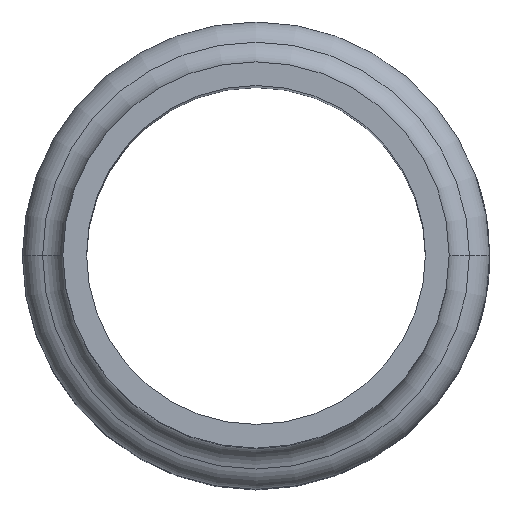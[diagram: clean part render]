
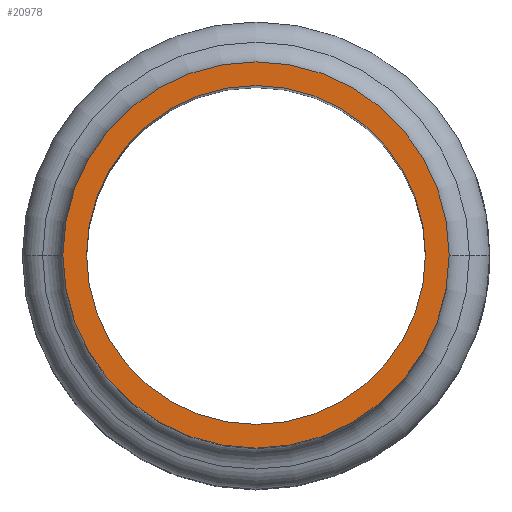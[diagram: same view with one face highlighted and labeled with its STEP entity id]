
A CAD part, top view. The second image highlights one B-rep face of the part: STEP entity #20978.
In plain terms, the highlighted planar face has unit normal (0, 0, 1).
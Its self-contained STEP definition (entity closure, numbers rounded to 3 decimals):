
#2312 = ORIENTED_EDGE ( 'NONE', *, *, #24632, .T. ) ;
#3633 = PLANE ( 'NONE',  #5893 ) ;
#4210 = AXIS2_PLACEMENT_3D ( 'NONE', #16846, #18651, #23346 ) ;
#5136 = EDGE_LOOP ( 'NONE', ( #12544, #13905 ) ) ;
#5510 = AXIS2_PLACEMENT_3D ( 'NONE', #6221, #14674, #12064 ) ;
#5869 = EDGE_LOOP ( 'NONE', ( #2312, #16681 ) ) ;
#5893 = AXIS2_PLACEMENT_3D ( 'NONE', #8198, #9726, #22856 ) ;
#6221 = CARTESIAN_POINT ( 'NONE',  ( 0., 0., 0. ) ) ;
#6335 = EDGE_CURVE ( 'NONE', #18411, #9962, #23430, .T. ) ;
#7339 = CARTESIAN_POINT ( 'NONE',  ( -21.2, 0., 0. ) ) ;
#8085 = DIRECTION ( 'NONE',  ( 1., 0., 0. ) ) ;
#8198 = CARTESIAN_POINT ( 'NONE',  ( 0., 19.6, 0. ) ) ;
#8861 = CARTESIAN_POINT ( 'NONE',  ( 18.6, 0., 0. ) ) ;
#9726 = DIRECTION ( 'NONE',  ( 0., 0., -1. ) ) ;
#9751 = DIRECTION ( 'NONE',  ( 0., 0., 1. ) ) ;
#9962 = VERTEX_POINT ( 'NONE', #26950 ) ;
#10355 = CIRCLE ( 'NONE', #5510, 21.2 ) ;
#11739 = CIRCLE ( 'NONE', #4210, 18.6 ) ;
#12064 = DIRECTION ( 'NONE',  ( 1., 0., 0. ) ) ;
#12544 = ORIENTED_EDGE ( 'NONE', *, *, #16956, .F. ) ;
#13541 = VERTEX_POINT ( 'NONE', #8861 ) ;
#13905 = ORIENTED_EDGE ( 'NONE', *, *, #27109, .F. ) ;
#14674 = DIRECTION ( 'NONE',  ( 0., 0., 1. ) ) ;
#15434 = DIRECTION ( 'NONE',  ( 1., 0., 0. ) ) ;
#16657 = CARTESIAN_POINT ( 'NONE',  ( 0., 0., 0. ) ) ;
#16681 = ORIENTED_EDGE ( 'NONE', *, *, #6335, .T. ) ;
#16846 = CARTESIAN_POINT ( 'NONE',  ( 0., 0., 0. ) ) ;
#16956 = EDGE_CURVE ( 'NONE', #13541, #20556, #18216, .T. ) ;
#17091 = CARTESIAN_POINT ( 'NONE',  ( 0., 0., 0. ) ) ;
#18216 = CIRCLE ( 'NONE', #23513, 18.6 ) ;
#18411 = VERTEX_POINT ( 'NONE', #7339 ) ;
#18417 = CARTESIAN_POINT ( 'NONE',  ( -18.6, 0., 0. ) ) ;
#18651 = DIRECTION ( 'NONE',  ( 0., 0., 1. ) ) ;
#19919 = AXIS2_PLACEMENT_3D ( 'NONE', #17091, #23443, #15434 ) ;
#20556 = VERTEX_POINT ( 'NONE', #18417 ) ;
#20642 = FACE_OUTER_BOUND ( 'NONE', #5869, .T. ) ;
#20978 = ADVANCED_FACE ( 'NONE', ( #27158, #20642 ), #3633, .F. ) ;
#22856 = DIRECTION ( 'NONE',  ( -1., 0., 0. ) ) ;
#23346 = DIRECTION ( 'NONE',  ( 1., 0., 0. ) ) ;
#23430 = CIRCLE ( 'NONE', #19919, 21.2 ) ;
#23443 = DIRECTION ( 'NONE',  ( 0., 0., 1. ) ) ;
#23513 = AXIS2_PLACEMENT_3D ( 'NONE', #16657, #9751, #8085 ) ;
#24632 = EDGE_CURVE ( 'NONE', #9962, #18411, #10355, .T. ) ;
#26950 = CARTESIAN_POINT ( 'NONE',  ( 21.2, 0., 0. ) ) ;
#27109 = EDGE_CURVE ( 'NONE', #20556, #13541, #11739, .T. ) ;
#27158 = FACE_BOUND ( 'NONE', #5136, .T. ) ;
